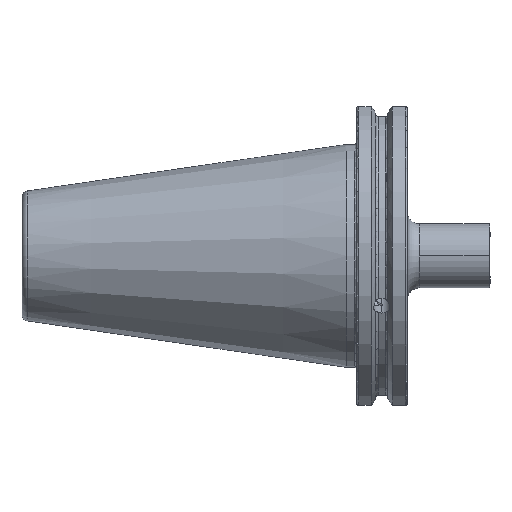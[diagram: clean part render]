
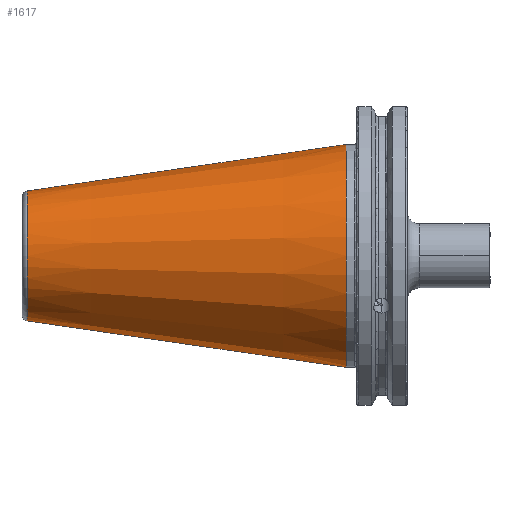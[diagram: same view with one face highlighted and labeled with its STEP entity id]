
A CAD part, front view. The second image highlights one B-rep face of the part: STEP entity #1617.
In plain terms, the highlighted conical face has half-angle 8.297 degrees and reference radius 34.925 mm.
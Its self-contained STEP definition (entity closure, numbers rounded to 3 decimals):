
#330 = DIRECTION ( 'NONE',  ( 0., 0., 1. ) ) ;
#544 = EDGE_LOOP ( 'NONE', ( #1020, #1472, #605, #1240 ) ) ;
#549 = CARTESIAN_POINT ( 'NONE',  ( 0., 0., 34.925 ) ) ;
#605 = ORIENTED_EDGE ( 'NONE', *, *, #4890, .T. ) ;
#713 = CIRCLE ( 'NONE', #2392, 20.358 ) ;
#760 = DIRECTION ( 'NONE',  ( -1., 0., 0. ) ) ;
#773 = CARTESIAN_POINT ( 'NONE',  ( -99.889, 0., 0. ) ) ;
#888 = CARTESIAN_POINT ( 'NONE',  ( 0., 0., 0. ) ) ;
#957 = VERTEX_POINT ( 'NONE', #4447 ) ;
#1020 = ORIENTED_EDGE ( 'NONE', *, *, #4786, .F. ) ;
#1240 = ORIENTED_EDGE ( 'NONE', *, *, #5020, .T. ) ;
#1361 = DIRECTION ( 'NONE',  ( 0., 0., 1. ) ) ;
#1472 = ORIENTED_EDGE ( 'NONE', *, *, #3541, .F. ) ;
#1617 = ADVANCED_FACE ( 'NONE', ( #4364 ), #2220, .T. ) ;
#1685 = VERTEX_POINT ( 'NONE', #549 ) ;
#1780 = CIRCLE ( 'NONE', #5012, 34.925 ) ;
#2054 = CARTESIAN_POINT ( 'NONE',  ( 0., 0., 34.925 ) ) ;
#2220 = CONICAL_SURFACE ( 'NONE', #2269, 34.925, 0.145 ) ;
#2269 = AXIS2_PLACEMENT_3D ( 'NONE', #4591, #3623, #4549 ) ;
#2392 = AXIS2_PLACEMENT_3D ( 'NONE', #773, #760, #330 ) ;
#2395 = VERTEX_POINT ( 'NONE', #5014 ) ;
#3000 = VECTOR ( 'NONE', #4015, 1000. ) ;
#3304 = VECTOR ( 'NONE', #5246, 1000. ) ;
#3541 = EDGE_CURVE ( 'NONE', #957, #2395, #713, .T. ) ;
#3623 = DIRECTION ( 'NONE',  ( 1., 0., 0. ) ) ;
#4015 = DIRECTION ( 'NONE',  ( 0.99, 0., -0.144 ) ) ;
#4150 = DIRECTION ( 'NONE',  ( -1., 0., 0. ) ) ;
#4276 = LINE ( 'NONE', #4458, #3000 ) ;
#4364 = FACE_OUTER_BOUND ( 'NONE', #544, .T. ) ;
#4447 = CARTESIAN_POINT ( 'NONE',  ( -99.889, 0., -20.358 ) ) ;
#4458 = CARTESIAN_POINT ( 'NONE',  ( 0., 0., -34.925 ) ) ;
#4507 = CARTESIAN_POINT ( 'NONE',  ( 0., 0., -34.925 ) ) ;
#4549 = DIRECTION ( 'NONE',  ( 0., 0., -1. ) ) ;
#4591 = CARTESIAN_POINT ( 'NONE',  ( 0., 0., 0. ) ) ;
#4786 = EDGE_CURVE ( 'NONE', #2395, #1685, #5687, .T. ) ;
#4890 = EDGE_CURVE ( 'NONE', #957, #5499, #4276, .T. ) ;
#5012 = AXIS2_PLACEMENT_3D ( 'NONE', #888, #4150, #1361 ) ;
#5014 = CARTESIAN_POINT ( 'NONE',  ( -99.889, 0., 20.358 ) ) ;
#5020 = EDGE_CURVE ( 'NONE', #5499, #1685, #1780, .T. ) ;
#5246 = DIRECTION ( 'NONE',  ( 0.99, 0., 0.144 ) ) ;
#5499 = VERTEX_POINT ( 'NONE', #4507 ) ;
#5687 = LINE ( 'NONE', #2054, #3304 ) ;
